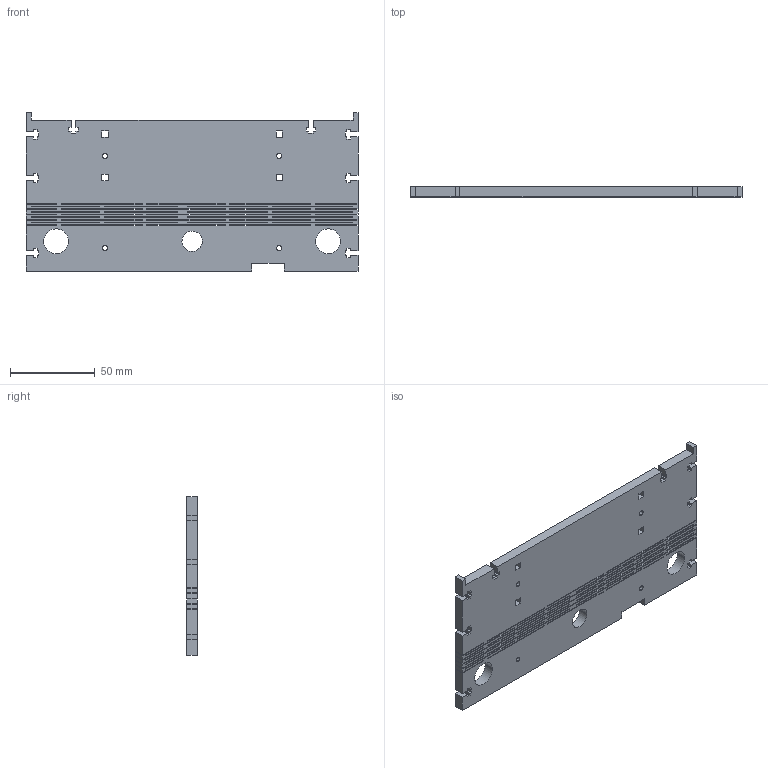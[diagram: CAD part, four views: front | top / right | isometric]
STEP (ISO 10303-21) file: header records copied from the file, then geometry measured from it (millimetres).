
FILE_DESCRIPTION (( 'STEP AP214' ), '1' );
FILE_NAME ('1539-A.STEP', '2015-03-23T12:20:43', ( '' ), ( '' ), 'SwSTEP 2.0', 'SolidWorks 2014', '' );
FILE_SCHEMA (( 'AUTOMOTIVE_DESIGN' ));
Length unit declared in the file: millimetre
Products named in the file (1): 1539-A
Bounding box: 195.84 x 6 x 93.51 mm (x, y, z)
Volume: 95878 mm3; surface area: 57713.9 mm2
Topology: 1 solids, 1 shells, 542 faces, 1589 edges, 1060 vertices
Faces by surface type: plane 363, bspline 179
Entity records: 19107 total; most frequent: CARTESIAN_POINT 5753, ORIENTED_EDGE 3178, DIRECTION 1953, EDGE_CURVE 1589, VECTOR 1225, LINE 1225, VERTEX_POINT 1060, EDGE_LOOP 637
